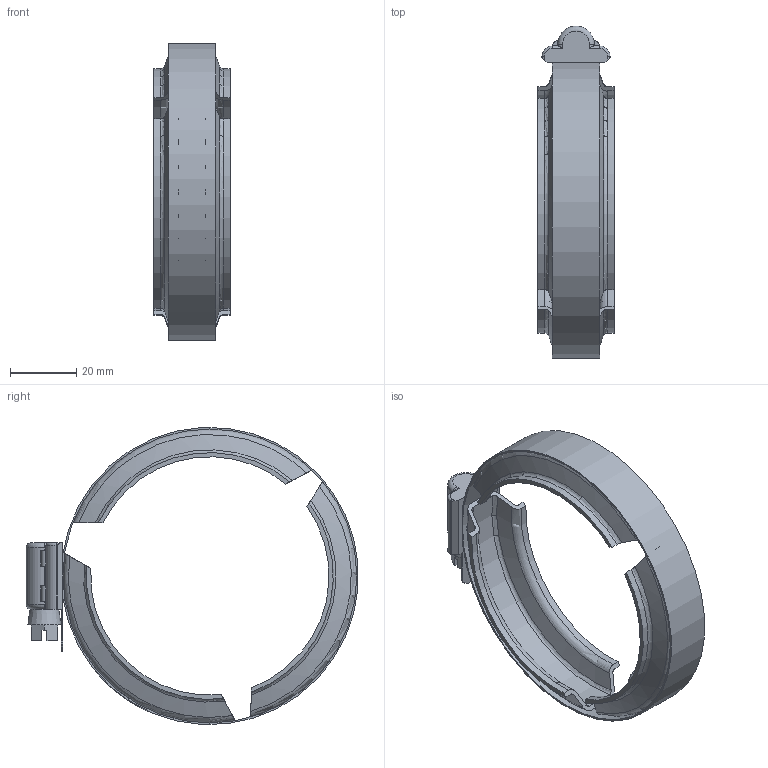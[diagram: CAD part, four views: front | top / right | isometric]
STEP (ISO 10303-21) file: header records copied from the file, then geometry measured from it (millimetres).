
FILE_DESCRIPTION(/* description */ ('2" FP HI TORQUE CLAMP'),/* implementation_level */ '2;1');
FILE_NAME(/* name */ 'FC220.stp',/* time_stamp */ '2018-07-30T12:33:59-04:00',/* author */ ('MJC'),/* organization */ (''),/* preprocessor_version */ 'ST-DEVELOPER v17',/* originating_system */ 'Autodesk Inventor 2018',/* authorisation */ '');
FILE_SCHEMA (('AUTOMOTIVE_DESIGN { 1 0 10303 214 3 1 1 }'));
Length unit declared in the file: inch
Products named in the file (1): FC220
Bounding box: 23.11 x 100.35 x 89.77 mm (x, y, z)
Volume: 14921 mm3; surface area: 21114.2 mm2
Topology: 1 solids, 1 shells, 390 faces, 1064 edges, 700 vertices
Faces by surface type: bspline 155, plane 137, cylinder 57, torus 28, cone 13
Full cylindrical faces by diameter (mm): 88.9 x1
Entity records: 51371 total; most frequent: CARTESIAN_POINT 42688, ORIENTED_EDGE 2128, DIRECTION 1241, EDGE_CURVE 1064, VERTEX_POINT 700, LINE 461, VECTOR 461, B_SPLINE_CURVE_WITH_KNOTS 423
